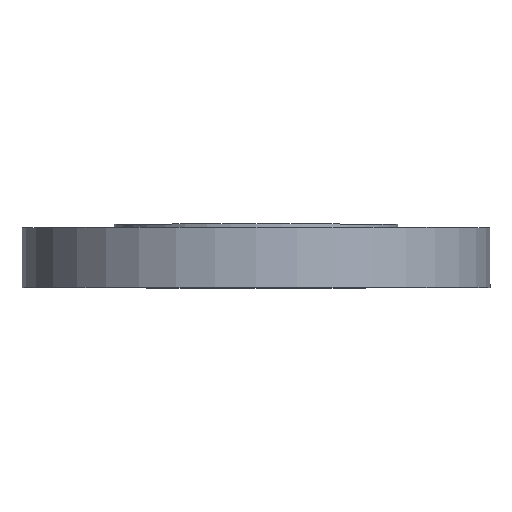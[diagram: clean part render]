
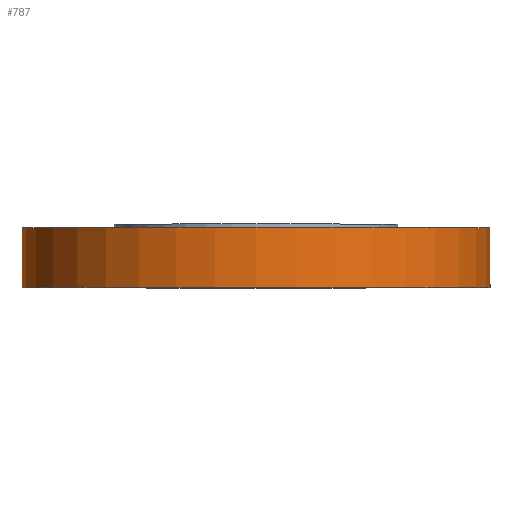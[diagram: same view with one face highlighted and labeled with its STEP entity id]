
A CAD part, top view. The second image highlights one B-rep face of the part: STEP entity #787.
In plain terms, the highlighted cylindrical face has radius 104.75 mm (diameter 209.5 mm), a partial arc.
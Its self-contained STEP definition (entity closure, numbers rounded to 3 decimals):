
#25 = AXIS2_PLACEMENT_3D ( 'NONE', #30, #167, #289 ) ;
#30 = CARTESIAN_POINT ( 'NONE',  ( 0., 100.481, 0. ) ) ;
#88 = CARTESIAN_POINT ( 'NONE',  ( -104.75, 0., 0. ) ) ;
#97 = CARTESIAN_POINT ( 'NONE',  ( 104.75, 0., 0. ) ) ;
#100 = EDGE_CURVE ( 'NONE', #609, #412, #191, .T. ) ;
#106 = ORIENTED_EDGE ( 'NONE', *, *, #100, .F. ) ;
#125 = DIRECTION ( 'NONE',  ( 0., 1., 0. ) ) ;
#132 = CARTESIAN_POINT ( 'NONE',  ( -104.75, 26.8, 0. ) ) ;
#151 = DIRECTION ( 'NONE',  ( -1., 0., 0. ) ) ;
#165 = EDGE_CURVE ( 'NONE', #354, #809, #245, .T. ) ;
#167 = DIRECTION ( 'NONE',  ( 0., 1., 0. ) ) ;
#174 = CARTESIAN_POINT ( 'NONE',  ( -104.75, 100.481, 0. ) ) ;
#183 = CARTESIAN_POINT ( 'NONE',  ( 0., 26.8, 0. ) ) ;
#186 = DIRECTION ( 'NONE',  ( 0., 1., 0. ) ) ;
#191 = LINE ( 'NONE', #174, #360 ) ;
#223 = ORIENTED_EDGE ( 'NONE', *, *, #380, .F. ) ;
#244 = ORIENTED_EDGE ( 'NONE', *, *, #628, .T. ) ;
#245 = LINE ( 'NONE', #446, #715 ) ;
#283 = DIRECTION ( 'NONE',  ( 0., 1., 0. ) ) ;
#289 = DIRECTION ( 'NONE',  ( -1., 0., 0. ) ) ;
#305 = CIRCLE ( 'NONE', #641, 104.75 ) ;
#354 = VERTEX_POINT ( 'NONE', #97 ) ;
#360 = VECTOR ( 'NONE', #525, 1000. ) ;
#369 = AXIS2_PLACEMENT_3D ( 'NONE', #738, #283, #151 ) ;
#380 = EDGE_CURVE ( 'NONE', #412, #809, #305, .T. ) ;
#388 = FACE_OUTER_BOUND ( 'NONE', #406, .T. ) ;
#406 = EDGE_LOOP ( 'NONE', ( #244, #419, #223, #106 ) ) ;
#411 = CIRCLE ( 'NONE', #369, 104.75 ) ;
#412 = VERTEX_POINT ( 'NONE', #132 ) ;
#419 = ORIENTED_EDGE ( 'NONE', *, *, #165, .T. ) ;
#438 = CARTESIAN_POINT ( 'NONE',  ( 104.75, 26.8, 0. ) ) ;
#446 = CARTESIAN_POINT ( 'NONE',  ( 104.75, 100.481, 0. ) ) ;
#525 = DIRECTION ( 'NONE',  ( 0., 1., 0. ) ) ;
#609 = VERTEX_POINT ( 'NONE', #88 ) ;
#628 = EDGE_CURVE ( 'NONE', #609, #354, #411, .T. ) ;
#641 = AXIS2_PLACEMENT_3D ( 'NONE', #183, #125, #657 ) ;
#657 = DIRECTION ( 'NONE',  ( -1., 0., 0. ) ) ;
#715 = VECTOR ( 'NONE', #186, 1000. ) ;
#738 = CARTESIAN_POINT ( 'NONE',  ( 0., 0., 0. ) ) ;
#756 = CYLINDRICAL_SURFACE ( 'NONE', #25, 104.75 ) ;
#787 = ADVANCED_FACE ( 'NONE', ( #388 ), #756, .T. ) ;
#809 = VERTEX_POINT ( 'NONE', #438 ) ;
